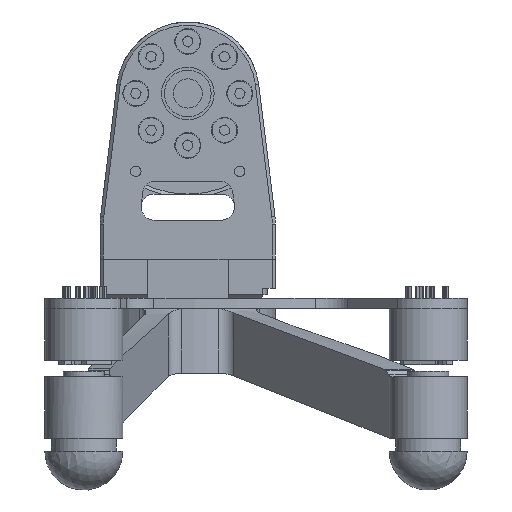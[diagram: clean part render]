
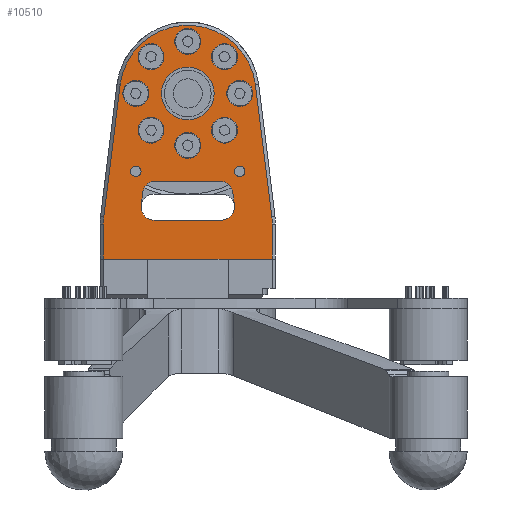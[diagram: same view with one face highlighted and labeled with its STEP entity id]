
A CAD part, left-side view. The second image highlights one B-rep face of the part: STEP entity #10510.
In plain terms, the highlighted face is planar.
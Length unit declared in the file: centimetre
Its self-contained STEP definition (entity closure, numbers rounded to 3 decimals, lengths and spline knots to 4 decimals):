
#3422=VECTOR('',#12789,1.);
#3428=VECTOR('',#12802,1.);
#3432=VECTOR('',#12813,1.);
#3436=VECTOR('',#12824,1.);
#3437=VECTOR('',#12844,1.);
#3438=VECTOR('',#12847,1.);
#3439=VECTOR('',#12850,1.);
#3440=VECTOR('',#12853,1.);
#3441=VECTOR('',#12860,1.);
#3892=LINE('',#21187,#3422);
#3898=LINE('',#21203,#3428);
#3902=LINE('',#21215,#3432);
#3906=LINE('',#21227,#3436);
#3907=LINE('',#21247,#3437);
#3908=LINE('',#21252,#3438);
#3909=LINE('',#21256,#3439);
#3910=LINE('',#21260,#3440);
#3911=LINE('',#21267,#3441);
#4212=PLANE('',#11199);
#4753=VERTEX_POINT('',#21186);
#4754=VERTEX_POINT('',#21188);
#4756=VERTEX_POINT('',#21194);
#4758=VERTEX_POINT('',#21200);
#4760=VERTEX_POINT('',#21206);
#4762=VERTEX_POINT('',#21212);
#4764=VERTEX_POINT('',#21218);
#4766=VERTEX_POINT('',#21224);
#4768=VERTEX_POINT('',#21230);
#4769=VERTEX_POINT('',#21232);
#4770=VERTEX_POINT('',#21234);
#4771=VERTEX_POINT('',#21236);
#4772=VERTEX_POINT('',#21238);
#4773=VERTEX_POINT('',#21240);
#4774=VERTEX_POINT('',#21242);
#4775=VERTEX_POINT('',#21244);
#4776=VERTEX_POINT('',#21246);
#4777=VERTEX_POINT('',#21248);
#4778=VERTEX_POINT('',#21249);
#4779=VERTEX_POINT('',#21251);
#4780=VERTEX_POINT('',#21253);
#4781=VERTEX_POINT('',#21255);
#4782=VERTEX_POINT('',#21257);
#4783=VERTEX_POINT('',#21259);
#4784=VERTEX_POINT('',#21261);
#4785=VERTEX_POINT('',#21264);
#4786=VERTEX_POINT('',#21266);
#5289=CIRCLE('',#11189,0.95);
#5291=CIRCLE('',#11193,1.05);
#5293=CIRCLE('',#11197,0.95);
#5294=CIRCLE('',#11200,0.2);
#5295=CIRCLE('',#11201,0.2);
#5296=CIRCLE('',#11202,0.2);
#5297=CIRCLE('',#11203,0.2);
#5298=CIRCLE('',#11204,0.2);
#5299=CIRCLE('',#11205,0.2);
#5300=CIRCLE('',#11206,0.2);
#5301=CIRCLE('',#11207,0.2);
#5302=CIRCLE('',#11208,0.405);
#5303=CIRCLE('',#11209,0.2);
#5304=CIRCLE('',#11210,0.2);
#5305=CIRCLE('',#11211,0.2);
#5306=CIRCLE('',#11212,0.2);
#5307=CIRCLE('',#11213,0.08);
#5308=CIRCLE('',#11214,0.08);
#6064=EDGE_CURVE('',#4753,#4754,#3892,.T.);
#6069=EDGE_CURVE('',#4754,#4756,#5289,.T.);
#6072=EDGE_CURVE('',#4756,#4758,#3898,.T.);
#6075=EDGE_CURVE('',#4758,#4760,#5291,.T.);
#6078=EDGE_CURVE('',#4760,#4762,#3902,.T.);
#6081=EDGE_CURVE('',#4762,#4764,#5293,.T.);
#6084=EDGE_CURVE('',#4764,#4766,#3906,.T.);
#6085=EDGE_CURVE('',#4768,#4768,#5294,.T.);
#6086=EDGE_CURVE('',#4769,#4769,#5295,.T.);
#6087=EDGE_CURVE('',#4770,#4770,#5296,.T.);
#6088=EDGE_CURVE('',#4771,#4771,#5297,.T.);
#6089=EDGE_CURVE('',#4772,#4772,#5298,.T.);
#6090=EDGE_CURVE('',#4773,#4773,#5299,.T.);
#6091=EDGE_CURVE('',#4774,#4774,#5300,.T.);
#6092=EDGE_CURVE('',#4775,#4775,#5301,.T.);
#6093=EDGE_CURVE('',#4776,#4776,#5302,.T.);
#6094=EDGE_CURVE('',#4777,#4778,#3907,.T.);
#6095=EDGE_CURVE('',#4779,#4778,#5303,.T.);
#6096=EDGE_CURVE('',#4779,#4780,#3908,.T.);
#6097=EDGE_CURVE('',#4781,#4780,#5304,.T.);
#6098=EDGE_CURVE('',#4781,#4782,#3909,.T.);
#6099=EDGE_CURVE('',#4783,#4782,#5305,.T.);
#6100=EDGE_CURVE('',#4783,#4784,#3910,.T.);
#6101=EDGE_CURVE('',#4777,#4784,#5306,.T.);
#6102=EDGE_CURVE('',#4785,#4785,#5307,.T.);
#6103=EDGE_CURVE('',#4786,#4786,#5308,.T.);
#6104=EDGE_CURVE('',#4766,#4753,#3911,.T.);
#7647=ORIENTED_EDGE('',*,*,#6085,.T.);
#7648=ORIENTED_EDGE('',*,*,#6086,.T.);
#7649=ORIENTED_EDGE('',*,*,#6087,.T.);
#7650=ORIENTED_EDGE('',*,*,#6088,.T.);
#7651=ORIENTED_EDGE('',*,*,#6089,.T.);
#7652=ORIENTED_EDGE('',*,*,#6090,.T.);
#7653=ORIENTED_EDGE('',*,*,#6091,.T.);
#7654=ORIENTED_EDGE('',*,*,#6092,.T.);
#7655=ORIENTED_EDGE('',*,*,#6093,.T.);
#7656=ORIENTED_EDGE('',*,*,#6094,.T.);
#7657=ORIENTED_EDGE('',*,*,#6095,.F.);
#7658=ORIENTED_EDGE('',*,*,#6096,.T.);
#7659=ORIENTED_EDGE('',*,*,#6097,.F.);
#7660=ORIENTED_EDGE('',*,*,#6098,.T.);
#7661=ORIENTED_EDGE('',*,*,#6099,.F.);
#7662=ORIENTED_EDGE('',*,*,#6100,.T.);
#7663=ORIENTED_EDGE('',*,*,#6101,.F.);
#7664=ORIENTED_EDGE('',*,*,#6102,.T.);
#7665=ORIENTED_EDGE('',*,*,#6103,.T.);
#7666=ORIENTED_EDGE('',*,*,#6084,.F.);
#7667=ORIENTED_EDGE('',*,*,#6081,.F.);
#7668=ORIENTED_EDGE('',*,*,#6078,.F.);
#7669=ORIENTED_EDGE('',*,*,#6075,.F.);
#7670=ORIENTED_EDGE('',*,*,#6072,.F.);
#7671=ORIENTED_EDGE('',*,*,#6069,.F.);
#7672=ORIENTED_EDGE('',*,*,#6064,.F.);
#7673=ORIENTED_EDGE('',*,*,#6104,.F.);
#8943=EDGE_LOOP('',(#7647));
#8944=EDGE_LOOP('',(#7648));
#8945=EDGE_LOOP('',(#7649));
#8946=EDGE_LOOP('',(#7650));
#8947=EDGE_LOOP('',(#7651));
#8948=EDGE_LOOP('',(#7652));
#8949=EDGE_LOOP('',(#7653));
#8950=EDGE_LOOP('',(#7654));
#8951=EDGE_LOOP('',(#7655));
#8952=EDGE_LOOP('',(#7656,#7657,#7658,#7659,#7660,#7661,#7662,#7663));
#8953=EDGE_LOOP('',(#7664));
#8954=EDGE_LOOP('',(#7665));
#8955=EDGE_LOOP('',(#7666,#7667,#7668,#7669,#7670,#7671,#7672,#7673));
#9837=FACE_BOUND('',#8943,.T.);
#9838=FACE_BOUND('',#8944,.T.);
#9839=FACE_BOUND('',#8945,.T.);
#9840=FACE_BOUND('',#8946,.T.);
#9841=FACE_BOUND('',#8947,.T.);
#9842=FACE_BOUND('',#8948,.T.);
#9843=FACE_BOUND('',#8949,.T.);
#9844=FACE_BOUND('',#8950,.T.);
#9845=FACE_BOUND('',#8951,.T.);
#9846=FACE_BOUND('',#8952,.T.);
#9847=FACE_BOUND('',#8953,.T.);
#9848=FACE_BOUND('',#8954,.T.);
#9849=FACE_BOUND('',#8955,.T.);
#10510=ADVANCED_FACE('',(#9837,#9838,#9839,#9840,#9841,#9842,#9843,#9844,
#9845,#9846,#9847,#9848,#9849),#4212,.F.);
#11189=AXIS2_PLACEMENT_3D('',#21197,#12797,#12798);
#11193=AXIS2_PLACEMENT_3D('',#21209,#12808,#12809);
#11197=AXIS2_PLACEMENT_3D('',#21221,#12819,#12820);
#11199=AXIS2_PLACEMENT_3D('',#21228,#12825,$);
#11200=AXIS2_PLACEMENT_3D('',#21229,#12826,#12827);
#11201=AXIS2_PLACEMENT_3D('',#21231,#12828,#12829);
#11202=AXIS2_PLACEMENT_3D('',#21233,#12830,#12831);
#11203=AXIS2_PLACEMENT_3D('',#21235,#12832,#12833);
#11204=AXIS2_PLACEMENT_3D('',#21237,#12834,#12835);
#11205=AXIS2_PLACEMENT_3D('',#21239,#12836,#12837);
#11206=AXIS2_PLACEMENT_3D('',#21241,#12838,#12839);
#11207=AXIS2_PLACEMENT_3D('',#21243,#12840,#12841);
#11208=AXIS2_PLACEMENT_3D('',#21245,#12842,#12843);
#11209=AXIS2_PLACEMENT_3D('',#21250,#12845,#12846);
#11210=AXIS2_PLACEMENT_3D('',#21254,#12848,#12849);
#11211=AXIS2_PLACEMENT_3D('',#21258,#12851,#12852);
#11212=AXIS2_PLACEMENT_3D('',#21262,#12854,#12855);
#11213=AXIS2_PLACEMENT_3D('',#21263,#12856,#12857);
#11214=AXIS2_PLACEMENT_3D('',#21265,#12858,#12859);
#12789=DIRECTION('',(1.,0.,0.));
#12797=DIRECTION('',(0.,0.,1.));
#12798=DIRECTION('',(0.059,-0.948,0.));
#12802=DIRECTION('',(0.992,0.123,0.));
#12808=DIRECTION('',(0.,0.,1.));
#12809=DIRECTION('',(1.05,0.,0.));
#12813=DIRECTION('',(-0.992,0.123,0.));
#12819=DIRECTION('',(0.,0.,1.));
#12820=DIRECTION('',(0.059,0.948,0.));
#12824=DIRECTION('',(-1.,0.,0.));
#12825=DIRECTION('',(0.,0.,1.));
#12826=DIRECTION('',(0.,0.,1.));
#12827=DIRECTION('',(-0.141,0.141,0.));
#12828=DIRECTION('',(0.,0.,1.));
#12829=DIRECTION('',(0.,0.2,0.));
#12830=DIRECTION('',(0.,0.,1.));
#12831=DIRECTION('',(0.141,0.141,0.));
#12832=DIRECTION('',(0.,0.,1.));
#12833=DIRECTION('',(0.2,0.,0.));
#12834=DIRECTION('',(0.,0.,1.));
#12835=DIRECTION('',(0.141,-0.141,0.));
#12836=DIRECTION('',(0.,0.,1.));
#12837=DIRECTION('',(0.,-0.2,0.));
#12838=DIRECTION('',(0.,0.,1.));
#12839=DIRECTION('',(-0.141,-0.141,0.));
#12840=DIRECTION('',(0.,0.,1.));
#12841=DIRECTION('',(-0.2,0.,0.));
#12842=DIRECTION('',(0.,0.,1.));
#12843=DIRECTION('',(-0.405,0.,0.));
#12844=DIRECTION('',(0.,1.,0.));
#12845=DIRECTION('',(0.,0.,-1.));
#12846=DIRECTION('',(0.15,0.132,0.));
#12847=DIRECTION('',(-0.992,0.123,0.));
#12848=DIRECTION('',(0.,0.,-1.));
#12849=DIRECTION('',(-0.132,0.15,0.));
#12850=DIRECTION('',(0.,-1.,0.));
#12851=DIRECTION('',(0.,0.,-1.));
#12852=DIRECTION('',(-0.132,-0.15,0.));
#12853=DIRECTION('',(0.992,0.123,0.));
#12854=DIRECTION('',(0.,0.,-1.));
#12855=DIRECTION('',(0.15,-0.132,0.));
#12856=DIRECTION('',(0.,0.,1.));
#12857=DIRECTION('',(0.08,0.,0.));
#12858=DIRECTION('',(0.,0.,1.));
#12859=DIRECTION('',(0.08,0.,0.));
#12860=DIRECTION('',(0.,-1.,0.));
#21186=CARTESIAN_POINT('',(-2.55,-1.3,0.));
#21187=CARTESIAN_POINT('',(-1.5444,-1.3,0.));
#21188=CARTESIAN_POINT('',(-2.0117,-1.3,0.));
#21194=CARTESIAN_POINT('',(-1.8949,-1.2928,0.));
#21197=CARTESIAN_POINT('',(-2.0117,-0.35,0.));
#21200=CARTESIAN_POINT('',(0.1291,-1.042,0.));
#21203=CARTESIAN_POINT('',(-0.5641,-1.1279,0.));
#21206=CARTESIAN_POINT('',(0.1291,1.042,0.));
#21209=CARTESIAN_POINT('',(0.,0.,0.));
#21212=CARTESIAN_POINT('',(-1.8949,1.2928,0.));
#21215=CARTESIAN_POINT('',(-0.5641,1.1279,0.));
#21218=CARTESIAN_POINT('',(-2.0117,1.3,0.));
#21221=CARTESIAN_POINT('',(-2.0117,0.35,0.));
#21224=CARTESIAN_POINT('',(-2.55,1.3,0.));
#21227=CARTESIAN_POINT('',(-1.5444,1.3,0.));
#21228=CARTESIAN_POINT('',(-0.8389,0.,0.));
#21229=CARTESIAN_POINT('',(0.5657,0.5657,0.));
#21230=CARTESIAN_POINT('',(0.4243,0.7071,0.));
#21231=CARTESIAN_POINT('',(0.8,0.,0.));
#21232=CARTESIAN_POINT('',(0.8,0.2,0.));
#21233=CARTESIAN_POINT('',(0.5657,-0.5657,0.));
#21234=CARTESIAN_POINT('',(0.7071,-0.4243,0.));
#21235=CARTESIAN_POINT('',(0.,-0.8,0.));
#21236=CARTESIAN_POINT('',(0.2,-0.8,0.));
#21237=CARTESIAN_POINT('',(-0.5657,-0.5657,0.));
#21238=CARTESIAN_POINT('',(-0.4243,-0.7071,0.));
#21239=CARTESIAN_POINT('',(-0.8,0.,0.));
#21240=CARTESIAN_POINT('',(-0.8,-0.2,0.));
#21241=CARTESIAN_POINT('',(-0.5657,0.5657,0.));
#21242=CARTESIAN_POINT('',(-0.7071,0.4243,0.));
#21243=CARTESIAN_POINT('',(0.,0.8,0.));
#21244=CARTESIAN_POINT('',(-0.2,0.8,0.));
#21245=CARTESIAN_POINT('',(0.,0.,0.));
#21246=CARTESIAN_POINT('',(0.405,0.,0.));
#21247=CARTESIAN_POINT('',(-1.35,0.,0.));
#21248=CARTESIAN_POINT('',(-1.35,-0.4943,0.));
#21249=CARTESIAN_POINT('',(-1.35,0.4943,0.));
#21250=CARTESIAN_POINT('',(-1.55,0.4943,0.));
#21251=CARTESIAN_POINT('',(-1.5254,0.6928,0.));
#21252=CARTESIAN_POINT('',(-1.2073,0.6534,0.));
#21253=CARTESIAN_POINT('',(-1.7254,0.7176,0.));
#21254=CARTESIAN_POINT('',(-1.75,0.5191,0.));
#21255=CARTESIAN_POINT('',(-1.95,0.5191,0.));
#21256=CARTESIAN_POINT('',(-1.95,0.,0.));
#21257=CARTESIAN_POINT('',(-1.95,-0.5191,0.));
#21258=CARTESIAN_POINT('',(-1.75,-0.5191,0.));
#21259=CARTESIAN_POINT('',(-1.7254,-0.7176,0.));
#21260=CARTESIAN_POINT('',(-1.2073,-0.6534,0.));
#21261=CARTESIAN_POINT('',(-1.5254,-0.6928,0.));
#21262=CARTESIAN_POINT('',(-1.55,-0.4943,0.));
#21263=CARTESIAN_POINT('',(-1.2,-0.8,0.));
#21264=CARTESIAN_POINT('',(-1.28,-0.8,0.));
#21265=CARTESIAN_POINT('',(-1.2,0.8,0.));
#21266=CARTESIAN_POINT('',(-1.28,0.8,0.));
#21267=CARTESIAN_POINT('',(-2.55,1.35,0.));
